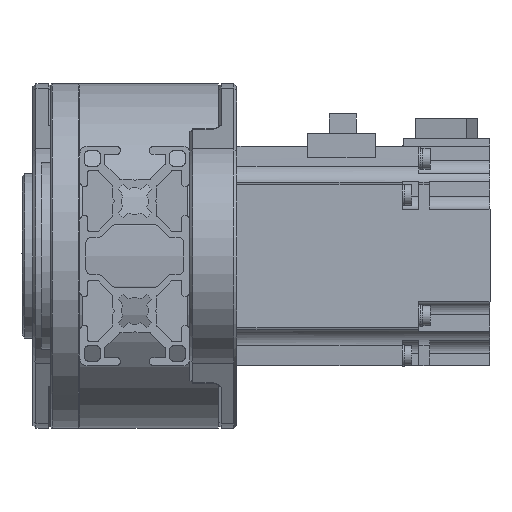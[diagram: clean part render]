
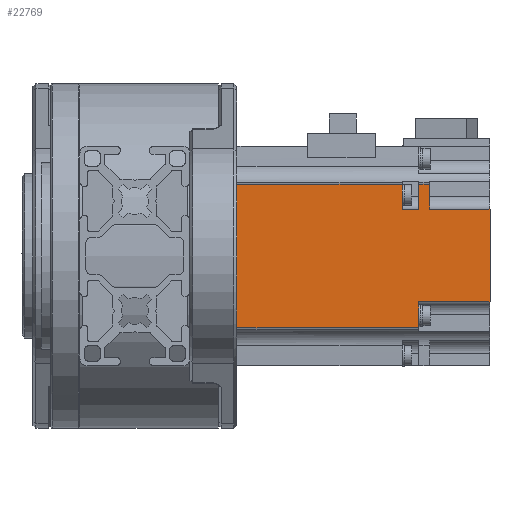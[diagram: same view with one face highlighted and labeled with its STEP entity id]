
A CAD part, left-side view. The second image highlights one B-rep face of the part: STEP entity #22769.
In plain terms, the highlighted planar face has unit normal (-1, 0, 0).
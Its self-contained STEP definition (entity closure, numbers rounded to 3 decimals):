
#2181=FACE_OUTER_BOUND('',#3542,.T.);
#3542=EDGE_LOOP('',(#18876,#18877,#18878,#18879,#18880,#18881,#18882,#18883,
#18884,#18885,#18886,#18887,#18888,#18889));
#5426=LINE('',#38770,#7232);
#5433=LINE('',#38796,#7239);
#5434=LINE('',#38800,#7240);
#5435=LINE('',#38802,#7241);
#5436=LINE('',#38804,#7242);
#5437=LINE('',#38806,#7243);
#5438=LINE('',#38808,#7244);
#5439=LINE('',#38810,#7245);
#5440=LINE('',#38812,#7246);
#5441=LINE('',#38814,#7247);
#5442=LINE('',#38816,#7248);
#5443=LINE('',#38818,#7249);
#5444=LINE('',#38820,#7250);
#5445=LINE('',#38821,#7251);
#7232=VECTOR('',#31091,10.);
#7239=VECTOR('',#31114,10.);
#7240=VECTOR('',#31119,10.);
#7241=VECTOR('',#31120,10.);
#7242=VECTOR('',#31121,10.);
#7243=VECTOR('',#31122,10.);
#7244=VECTOR('',#31123,10.);
#7245=VECTOR('',#31124,10.);
#7246=VECTOR('',#31125,10.);
#7247=VECTOR('',#31126,10.);
#7248=VECTOR('',#31127,10.);
#7249=VECTOR('',#31128,10.);
#7250=VECTOR('',#31129,10.);
#7251=VECTOR('',#31130,10.);
#10456=VERTEX_POINT('',#38767);
#10457=VERTEX_POINT('',#38769);
#10468=VERTEX_POINT('',#38795);
#10469=VERTEX_POINT('',#38799);
#10470=VERTEX_POINT('',#38801);
#10471=VERTEX_POINT('',#38803);
#10472=VERTEX_POINT('',#38805);
#10473=VERTEX_POINT('',#38807);
#10474=VERTEX_POINT('',#38809);
#10475=VERTEX_POINT('',#38811);
#10476=VERTEX_POINT('',#38813);
#10477=VERTEX_POINT('',#38815);
#10478=VERTEX_POINT('',#38817);
#10479=VERTEX_POINT('',#38819);
#13345=EDGE_CURVE('',#10457,#10456,#5426,.T.);
#13358=EDGE_CURVE('',#10457,#10468,#5433,.T.);
#13360=EDGE_CURVE('',#10456,#10469,#5434,.T.);
#13361=EDGE_CURVE('',#10469,#10470,#5435,.T.);
#13362=EDGE_CURVE('',#10470,#10471,#5436,.T.);
#13363=EDGE_CURVE('',#10472,#10471,#5437,.T.);
#13364=EDGE_CURVE('',#10472,#10473,#5438,.T.);
#13365=EDGE_CURVE('',#10474,#10473,#5439,.T.);
#13366=EDGE_CURVE('',#10474,#10475,#5440,.T.);
#13367=EDGE_CURVE('',#10476,#10475,#5441,.T.);
#13368=EDGE_CURVE('',#10477,#10476,#5442,.T.);
#13369=EDGE_CURVE('',#10478,#10477,#5443,.T.);
#13370=EDGE_CURVE('',#10478,#10479,#5444,.T.);
#13371=EDGE_CURVE('',#10468,#10479,#5445,.T.);
#18876=ORIENTED_EDGE('',*,*,#13345,.T.);
#18877=ORIENTED_EDGE('',*,*,#13360,.T.);
#18878=ORIENTED_EDGE('',*,*,#13361,.T.);
#18879=ORIENTED_EDGE('',*,*,#13362,.T.);
#18880=ORIENTED_EDGE('',*,*,#13363,.F.);
#18881=ORIENTED_EDGE('',*,*,#13364,.T.);
#18882=ORIENTED_EDGE('',*,*,#13365,.F.);
#18883=ORIENTED_EDGE('',*,*,#13366,.T.);
#18884=ORIENTED_EDGE('',*,*,#13367,.F.);
#18885=ORIENTED_EDGE('',*,*,#13368,.F.);
#18886=ORIENTED_EDGE('',*,*,#13369,.F.);
#18887=ORIENTED_EDGE('',*,*,#13370,.T.);
#18888=ORIENTED_EDGE('',*,*,#13371,.F.);
#18889=ORIENTED_EDGE('',*,*,#13358,.F.);
#21107=PLANE('',#25514);
#22769=ADVANCED_FACE('',(#2181),#21107,.F.);
#25514=AXIS2_PLACEMENT_3D('',#38798,#31117,#31118);
#31091=DIRECTION('',(0.,1.,0.));
#31114=DIRECTION('',(0.,0.,-1.));
#31117=DIRECTION('center_axis',(1.,0.,0.));
#31118=DIRECTION('ref_axis',(0.,0.,-1.));
#31119=DIRECTION('',(0.,0.,-1.));
#31120=DIRECTION('',(0.,-1.,0.));
#31121=DIRECTION('',(0.,0.,-1.));
#31122=DIRECTION('',(0.,1.,0.));
#31123=DIRECTION('',(0.,0.,1.));
#31124=DIRECTION('',(0.,1.,0.));
#31125=DIRECTION('',(0.,0.,1.));
#31126=DIRECTION('',(0.,-1.,0.));
#31127=DIRECTION('',(0.,0.,-1.));
#31128=DIRECTION('',(0.,1.,0.));
#31129=DIRECTION('',(0.,-1.,0.));
#31130=DIRECTION('',(0.,1.,0.));
#38767=CARTESIAN_POINT('',(-30.,19.559,-7.));
#38769=CARTESIAN_POINT('',(-30.,-19.559,-7.));
#38770=CARTESIAN_POINT('',(-30.,0.,-7.));
#38795=CARTESIAN_POINT('',(-30.,-19.559,-52.6));
#38796=CARTESIAN_POINT('',(-30.,-19.559,-7.));
#38798=CARTESIAN_POINT('Origin',(-30.,0.,-76.6));
#38799=CARTESIAN_POINT('',(-30.,19.559,-57.1));
#38800=CARTESIAN_POINT('',(-30.,19.559,-7.));
#38801=CARTESIAN_POINT('',(-30.,12.5,-57.1));
#38802=CARTESIAN_POINT('',(-30.,19.559,-57.1));
#38803=CARTESIAN_POINT('',(-30.,12.5,-76.6));
#38804=CARTESIAN_POINT('',(-30.,12.5,-57.1));
#38805=CARTESIAN_POINT('',(-30.,-12.8,-76.6));
#38806=CARTESIAN_POINT('',(-30.,-12.8,-76.6));
#38807=CARTESIAN_POINT('',(-30.,-12.8,-60.1));
#38808=CARTESIAN_POINT('',(-30.,-12.8,-76.6));
#38809=CARTESIAN_POINT('',(-30.,-19.559,-60.1));
#38810=CARTESIAN_POINT('',(-30.,-19.559,-60.1));
#38811=CARTESIAN_POINT('',(-30.,-19.559,-57.1));
#38812=CARTESIAN_POINT('',(-30.,-19.559,-60.1));
#38813=CARTESIAN_POINT('',(-30.,-12.8,-57.1));
#38814=CARTESIAN_POINT('',(-30.,-12.8,-57.1));
#38815=CARTESIAN_POINT('',(-30.,-12.8,-52.6));
#38816=CARTESIAN_POINT('',(-30.,-12.8,-52.6));
#38817=CARTESIAN_POINT('',(-30.,-16.21,-52.6));
#38818=CARTESIAN_POINT('',(-30.,-16.21,-52.6));
#38819=CARTESIAN_POINT('',(-30.,-17.115,-52.6));
#38820=CARTESIAN_POINT('',(-30.,-16.21,-52.6));
#38821=CARTESIAN_POINT('',(-30.,-19.559,-52.6));
